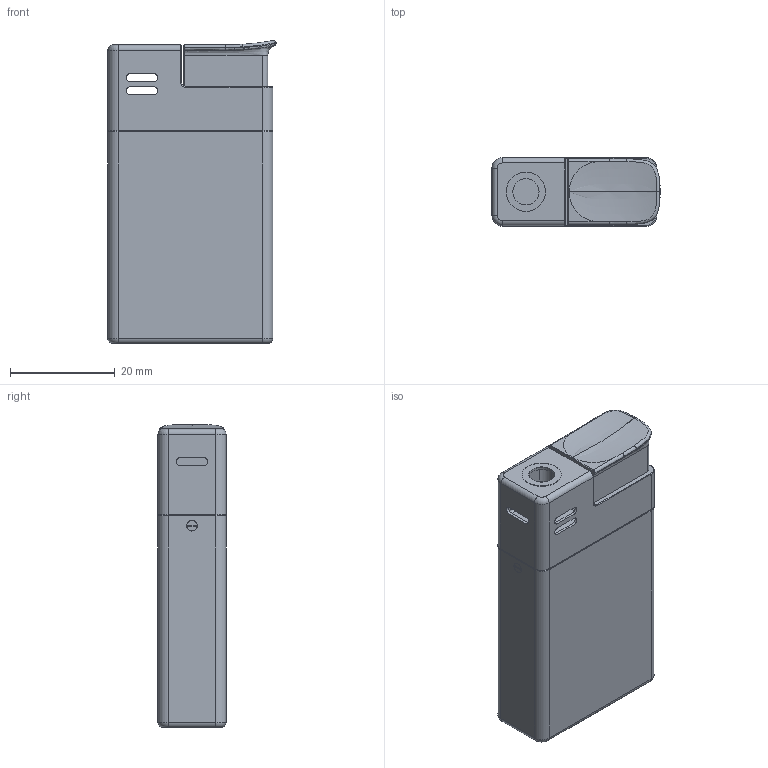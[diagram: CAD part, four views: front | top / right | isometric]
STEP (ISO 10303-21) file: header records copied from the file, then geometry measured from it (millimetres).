
FILE_DESCRIPTION (( 'STEP AP214' ), '1' );
FILE_NAME ('Mach.STEP', '2023-01-24T20:41:15', ( '' ), ( '' ), 'SwSTEP 2.0', 'SolidWorks 2021', '' );
FILE_SCHEMA (( 'AUTOMOTIVE_DESIGN' ));
Length unit declared in the file: millimetre
Products named in the file (1): Mach
Bounding box: 32.11 x 13 x 57.83 mm (x, y, z)
Volume: 21181.1 mm3; surface area: 7995 mm2
Topology: 9 solids, 9 shells, 250 faces, 602 edges, 372 vertices
Faces by surface type: cylinder 95, plane 78, bspline 39, torus 38
Entity records: 9547 total; most frequent: CARTESIAN_POINT 3920, ORIENTED_EDGE 1196, DIRECTION 1082, EDGE_CURVE 598, AXIS2_PLACEMENT_3D 424, VERTEX_POINT 372, EDGE_LOOP 270, FACE_OUTER_BOUND 250
